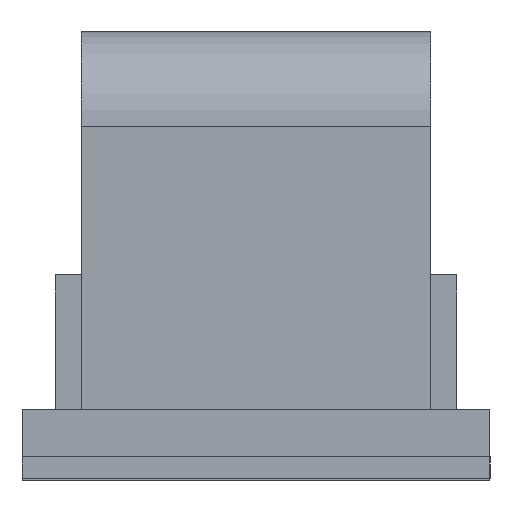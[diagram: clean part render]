
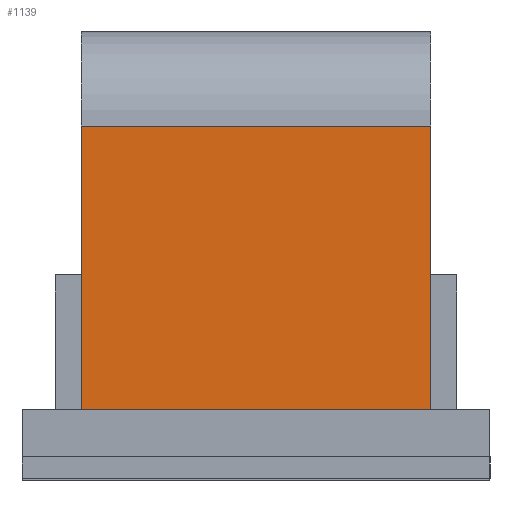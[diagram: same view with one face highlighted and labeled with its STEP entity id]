
A CAD part, left-side view. The second image highlights one B-rep face of the part: STEP entity #1139.
In plain terms, the highlighted planar face has unit normal (-1, 0, 0).
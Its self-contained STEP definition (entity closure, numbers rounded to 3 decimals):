
#196=ORIENTED_EDGE('',*,*,#462,.F.);
#197=ORIENTED_EDGE('',*,*,#415,.F.);
#198=ORIENTED_EDGE('',*,*,#463,.T.);
#199=ORIENTED_EDGE('',*,*,#464,.T.);
#415=EDGE_CURVE('',#576,#577,#685,.T.);
#462=EDGE_CURVE('',#577,#604,#732,.T.);
#463=EDGE_CURVE('',#576,#605,#733,.T.);
#464=EDGE_CURVE('',#605,#604,#734,.T.);
#576=VERTEX_POINT('',#1657);
#577=VERTEX_POINT('',#1659);
#604=VERTEX_POINT('',#1753);
#605=VERTEX_POINT('',#1755);
#685=LINE('',#1658,#825);
#732=LINE('',#1752,#872);
#733=LINE('',#1754,#873);
#734=LINE('',#1756,#874);
#825=VECTOR('',#1329,1000.);
#872=VECTOR('',#1416,1000.);
#873=VECTOR('',#1417,1000.);
#874=VECTOR('',#1418,1000.);
#968=EDGE_LOOP('',(#196,#197,#198,#199));
#1030=FACE_BOUND('',#968,.T.);
#1090=PLANE('',#1237);
#1139=ADVANCED_FACE('',(#1030),#1090,.T.);
#1237=AXIS2_PLACEMENT_3D('',#1751,#1414,#1415);
#1329=DIRECTION('',(0.,1.,0.));
#1414=DIRECTION('',(-1.,0.,0.));
#1415=DIRECTION('',(0.,0.,1.));
#1416=DIRECTION('',(0.,0.,1.));
#1417=DIRECTION('',(0.,0.,1.));
#1418=DIRECTION('',(0.,1.,0.));
#1657=CARTESIAN_POINT('',(-20.35,-7.4,2.));
#1658=CARTESIAN_POINT('',(-20.35,-7.4,2.));
#1659=CARTESIAN_POINT('',(-20.35,7.4,2.));
#1751=CARTESIAN_POINT('',(-20.35,-7.4,2.));
#1752=CARTESIAN_POINT('',(-20.35,7.4,2.));
#1753=CARTESIAN_POINT('',(-20.35,7.4,14.));
#1754=CARTESIAN_POINT('',(-20.35,-7.4,2.));
#1755=CARTESIAN_POINT('',(-20.35,-7.4,14.));
#1756=CARTESIAN_POINT('',(-20.35,-7.4,14.));
